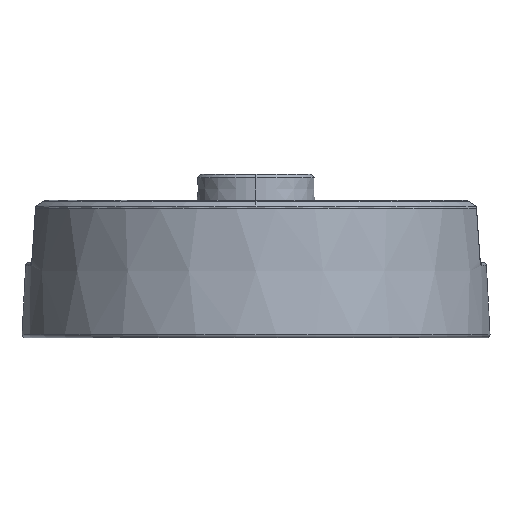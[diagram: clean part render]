
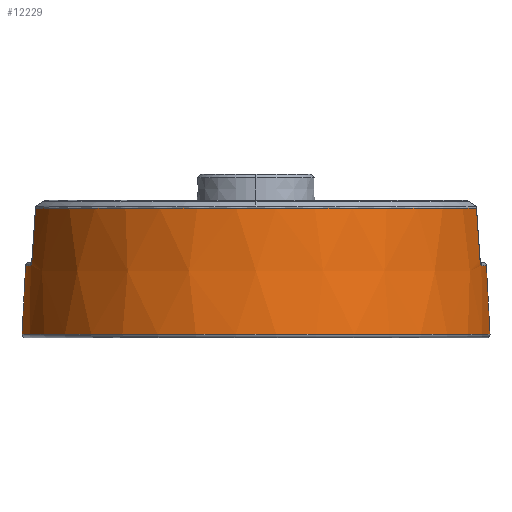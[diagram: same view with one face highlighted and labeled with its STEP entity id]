
A CAD part, left-side view. The second image highlights one B-rep face of the part: STEP entity #12229.
In plain terms, the highlighted conical face has half-angle 3 degrees and reference radius 18 mm.
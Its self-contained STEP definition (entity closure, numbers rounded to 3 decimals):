
#180 = CARTESIAN_POINT ( 'NONE',  ( -4.357, 17.155, 5.733 ) ) ;
#269 = VERTEX_POINT ( 'NONE', #9182 ) ;
#831 = CARTESIAN_POINT ( 'NONE',  ( -1.876, 17.638, 5.014 ) ) ;
#924 = B_SPLINE_CURVE_WITH_KNOTS ( 'NONE', 3,
 ( #5531, #14030, #20977, #12362, #8869, #15681 ),
 .UNSPECIFIED., .F., .F.,
 ( 4, 2, 4 ),
 ( 0., 0., 0.001 ),
 .UNSPECIFIED. ) ;
#1053 = CARTESIAN_POINT ( 'NONE',  ( -1.876, 17.629, 5.18 ) ) ;
#1080 = CARTESIAN_POINT ( 'NONE',  ( -4.524, 16.997, 7.854 ) ) ;
#1628 = DIRECTION ( 'NONE',  ( 0., 0., -1. ) ) ;
#1662 = CARTESIAN_POINT ( 'NONE',  ( -1.876, -17.757, 2.76 ) ) ;
#1742 = CARTESIAN_POINT ( 'NONE',  ( 0., 0., 0. ) ) ;
#1835 = CARTESIAN_POINT ( 'NONE',  ( -1.876, -17.611, 5.513 ) ) ;
#1908 = ORIENTED_EDGE ( 'NONE', *, *, #2065, .T. ) ;
#2065 = EDGE_CURVE ( 'NONE', #15549, #16617, #9686, .T. ) ;
#2475 = CARTESIAN_POINT ( 'NONE',  ( -1.876, 17.791, 2.099 ) ) ;
#2713 = CARTESIAN_POINT ( 'NONE',  ( -4.491, 17.039, 7.232 ) ) ;
#2791 = CARTESIAN_POINT ( 'NONE',  ( -4.597, 16.903, 9.216 ) ) ;
#3058 = CARTESIAN_POINT ( 'NONE',  ( -1.876, -17.66, 4.595 ) ) ;
#3203 = CARTESIAN_POINT ( 'NONE',  ( -1.876, -17.888, 0.263 ) ) ;
#3309 = B_SPLINE_CURVE_WITH_KNOTS ( 'NONE', 3,
 ( #11004, #17958, #1053, #831, #7714, #18031, #11221, #2475, #7794, #12681 ),
 .UNSPECIFIED., .F., .F.,
 ( 4, 3, 3, 4 ),
 ( 0., 0.001, 0.003, 0.005 ),
 .UNSPECIFIED. ) ;
#3982 = CARTESIAN_POINT ( 'NONE',  ( 0., 0., 5.513 ) ) ;
#3985 = CARTESIAN_POINT ( 'NONE',  ( -4.56, -16.95, 8.535 ) ) ;
#4072 = CARTESIAN_POINT ( 'NONE',  ( -4.458, -17.082, 6.609 ) ) ;
#4877 = CIRCLE ( 'NONE', #8051, 17.711 ) ;
#5023 = EDGE_CURVE ( 'NONE', #15162, #9622, #21633, .T. ) ;
#5248 = EDGE_CURVE ( 'NONE', #13363, #269, #3309, .T. ) ;
#5308 = DIRECTION ( 'NONE',  ( -1., 0., 0. ) ) ;
#5337 = DIRECTION ( 'NONE',  ( 1., 0., 0. ) ) ;
#5531 = CARTESIAN_POINT ( 'NONE',  ( -4.425, -17.124, 5.987 ) ) ;
#5701 = CARTESIAN_POINT ( 'NONE',  ( -4.524, -16.997, 7.854 ) ) ;
#5844 = CARTESIAN_POINT ( 'NONE',  ( -4.633, -16.856, 9.897 ) ) ;
#6534 = CARTESIAN_POINT ( 'NONE',  ( -1.876, -17.862, 0.762 ) ) ;
#6852 = CIRCLE ( 'NONE', #21578, 17.711 ) ;
#6966 = VERTEX_POINT ( 'NONE', #15145 ) ;
#7263 = CARTESIAN_POINT ( 'NONE',  ( -4.597, -16.903, 9.216 ) ) ;
#7714 = CARTESIAN_POINT ( 'NONE',  ( -1.876, 17.673, 4.348 ) ) ;
#7724 = EDGE_CURVE ( 'NONE', #9127, #9622, #7815, .T. ) ;
#7794 = CARTESIAN_POINT ( 'NONE',  ( -1.876, 17.84, 1.181 ) ) ;
#7815 = B_SPLINE_CURVE_WITH_KNOTS ( 'NONE', 3,
 ( #20209, #18563, #20434, #180, #15436, #10112 ),
 .UNSPECIFIED., .F., .F.,
 ( 4, 2, 4 ),
 ( 0., 0., 0.001 ),
 .UNSPECIFIED. ) ;
#7899 = CARTESIAN_POINT ( 'NONE',  ( -4.56, 16.95, 8.535 ) ) ;
#8051 = AXIS2_PLACEMENT_3D ( 'NONE', #3982, #19215, #19279 ) ;
#8233 = CARTESIAN_POINT ( 'NONE',  ( -1.876, -17.792, 2.094 ) ) ;
#8317 = CARTESIAN_POINT ( 'NONE',  ( -1.876, -17.611, 5.513 ) ) ;
#8853 = CIRCLE ( 'NONE', #16500, 17.986 ) ;
#8869 = CARTESIAN_POINT ( 'NONE',  ( -4.046, -17.243, 5.513 ) ) ;
#8891 = CARTESIAN_POINT ( 'NONE',  ( -4.633, -16.856, 9.897 ) ) ;
#9127 = VERTEX_POINT ( 'NONE', #20258 ) ;
#9182 = CARTESIAN_POINT ( 'NONE',  ( -1.876, 17.888, 0.263 ) ) ;
#9383 = CARTESIAN_POINT ( 'NONE',  ( -4.425, 17.124, 5.987 ) ) ;
#9622 = VERTEX_POINT ( 'NONE', #13665 ) ;
#9679 = B_SPLINE_CURVE_WITH_KNOTS ( 'NONE', 3,
 ( #3203, #20135, #15068, #6534, #13270, #8233, #1662, #10181, #3058, #8317 ),
 .UNSPECIFIED., .F., .F.,
 ( 4, 3, 3, 4 ),
 ( 0., 0.001, 0.003, 0.005 ),
 .UNSPECIFIED. ) ;
#9686 = B_SPLINE_CURVE_WITH_KNOTS ( 'NONE', 3,
 ( #12385, #4072, #12316, #5701, #3985, #7263, #8891 ),
 .UNSPECIFIED., .F., .F.,
 ( 4, 3, 4 ),
 ( 0., 0.002, 0.004 ),
 .UNSPECIFIED. ) ;
#10112 = CARTESIAN_POINT ( 'NONE',  ( -4.425, 17.124, 5.987 ) ) ;
#10181 = CARTESIAN_POINT ( 'NONE',  ( -1.876, -17.708, 3.677 ) ) ;
#10220 = CARTESIAN_POINT ( 'NONE',  ( 0., 0., 9.897 ) ) ;
#10251 = EDGE_CURVE ( 'NONE', #269, #6966, #8853, .T. ) ;
#10962 = ORIENTED_EDGE ( 'NONE', *, *, #18927, .T. ) ;
#11004 = CARTESIAN_POINT ( 'NONE',  ( -1.876, 17.611, 5.513 ) ) ;
#11221 = CARTESIAN_POINT ( 'NONE',  ( -1.876, 17.743, 3.017 ) ) ;
#11254 = CARTESIAN_POINT ( 'NONE',  ( -4.633, 16.856, 9.897 ) ) ;
#12131 = EDGE_CURVE ( 'NONE', #6966, #19485, #9679, .T. ) ;
#12229 = ADVANCED_FACE ( 'NONE', ( #19943 ), #18072, .T. ) ;
#12316 = CARTESIAN_POINT ( 'NONE',  ( -4.491, -17.039, 7.232 ) ) ;
#12362 = CARTESIAN_POINT ( 'NONE',  ( -4.17, -17.211, 5.561 ) ) ;
#12385 = CARTESIAN_POINT ( 'NONE',  ( -4.425, -17.124, 5.987 ) ) ;
#12465 = DIRECTION ( 'NONE',  ( 1., 0., 0. ) ) ;
#12681 = CARTESIAN_POINT ( 'NONE',  ( -1.876, 17.888, 0.263 ) ) ;
#13270 = CARTESIAN_POINT ( 'NONE',  ( -1.876, -17.827, 1.428 ) ) ;
#13330 = ORIENTED_EDGE ( 'NONE', *, *, #5248, .T. ) ;
#13363 = VERTEX_POINT ( 'NONE', #14740 ) ;
#13665 = CARTESIAN_POINT ( 'NONE',  ( -4.425, 17.124, 5.987 ) ) ;
#13711 = ORIENTED_EDGE ( 'NONE', *, *, #10251, .T. ) ;
#13897 = ORIENTED_EDGE ( 'NONE', *, *, #15293, .T. ) ;
#14030 = CARTESIAN_POINT ( 'NONE',  ( -4.418, -17.133, 5.856 ) ) ;
#14313 = AXIS2_PLACEMENT_3D ( 'NONE', #10220, #15478, #5308 ) ;
#14329 = ORIENTED_EDGE ( 'NONE', *, *, #5023, .T. ) ;
#14481 = CARTESIAN_POINT ( 'NONE',  ( -4.458, 17.082, 6.609 ) ) ;
#14623 = CARTESIAN_POINT ( 'NONE',  ( -4.425, -17.124, 5.987 ) ) ;
#14740 = CARTESIAN_POINT ( 'NONE',  ( -1.876, 17.611, 5.513 ) ) ;
#15068 = CARTESIAN_POINT ( 'NONE',  ( -1.876, -17.871, 0.596 ) ) ;
#15145 = CARTESIAN_POINT ( 'NONE',  ( -1.876, -17.888, 0.263 ) ) ;
#15162 = VERTEX_POINT ( 'NONE', #16062 ) ;
#15175 = DIRECTION ( 'NONE',  ( 1., 0., 0. ) ) ;
#15293 = EDGE_CURVE ( 'NONE', #19485, #15616, #6852, .T. ) ;
#15436 = CARTESIAN_POINT ( 'NONE',  ( -4.418, 17.133, 5.856 ) ) ;
#15478 = DIRECTION ( 'NONE',  ( 0., 0., -1. ) ) ;
#15549 = VERTEX_POINT ( 'NONE', #14623 ) ;
#15616 = VERTEX_POINT ( 'NONE', #21769 ) ;
#15681 = CARTESIAN_POINT ( 'NONE',  ( -3.918, -17.272, 5.513 ) ) ;
#16062 = CARTESIAN_POINT ( 'NONE',  ( -4.633, 16.856, 9.897 ) ) ;
#16118 = AXIS2_PLACEMENT_3D ( 'NONE', #1742, #17267, #5337 ) ;
#16217 = CIRCLE ( 'NONE', #14313, 17.481 ) ;
#16500 = AXIS2_PLACEMENT_3D ( 'NONE', #21020, #21162, #12465 ) ;
#16617 = VERTEX_POINT ( 'NONE', #5844 ) ;
#17267 = DIRECTION ( 'NONE',  ( 0., 0., -1. ) ) ;
#17958 = CARTESIAN_POINT ( 'NONE',  ( -1.876, 17.62, 5.347 ) ) ;
#18031 = CARTESIAN_POINT ( 'NONE',  ( -1.876, 17.708, 3.682 ) ) ;
#18072 = CONICAL_SURFACE ( 'NONE', #16118, 18., 0.052 ) ;
#18352 = ORIENTED_EDGE ( 'NONE', *, *, #20045, .F. ) ;
#18563 = CARTESIAN_POINT ( 'NONE',  ( -4.046, 17.243, 5.513 ) ) ;
#18927 = EDGE_CURVE ( 'NONE', #9127, #13363, #4877, .T. ) ;
#19215 = DIRECTION ( 'NONE',  ( 0., 0., -1. ) ) ;
#19229 = ORIENTED_EDGE ( 'NONE', *, *, #7724, .F. ) ;
#19279 = DIRECTION ( 'NONE',  ( 1., 0., 0. ) ) ;
#19485 = VERTEX_POINT ( 'NONE', #1835 ) ;
#19943 = FACE_OUTER_BOUND ( 'NONE', #20920, .T. ) ;
#20045 = EDGE_CURVE ( 'NONE', #15549, #15616, #924, .T. ) ;
#20135 = CARTESIAN_POINT ( 'NONE',  ( -1.876, -17.879, 0.43 ) ) ;
#20209 = CARTESIAN_POINT ( 'NONE',  ( -3.918, 17.272, 5.513 ) ) ;
#20258 = CARTESIAN_POINT ( 'NONE',  ( -3.918, 17.272, 5.513 ) ) ;
#20434 = CARTESIAN_POINT ( 'NONE',  ( -4.171, 17.211, 5.562 ) ) ;
#20920 = EDGE_LOOP ( 'NONE', ( #10962, #13330, #13711, #21241, #13897, #18352, #1908, #21429, #14329, #19229 ) ) ;
#20977 = CARTESIAN_POINT ( 'NONE',  ( -4.357, -17.155, 5.733 ) ) ;
#21020 = CARTESIAN_POINT ( 'NONE',  ( 0., 0., 0.263 ) ) ;
#21162 = DIRECTION ( 'NONE',  ( 0., 0., 1. ) ) ;
#21227 = EDGE_CURVE ( 'NONE', #16617, #15162, #16217, .T. ) ;
#21241 = ORIENTED_EDGE ( 'NONE', *, *, #12131, .T. ) ;
#21429 = ORIENTED_EDGE ( 'NONE', *, *, #21227, .T. ) ;
#21578 = AXIS2_PLACEMENT_3D ( 'NONE', #21947, #1628, #15175 ) ;
#21633 = B_SPLINE_CURVE_WITH_KNOTS ( 'NONE', 3,
 ( #11254, #2791, #7899, #1080, #2713, #14481, #9383 ),
 .UNSPECIFIED., .F., .F.,
 ( 4, 3, 4 ),
 ( 0., 0.002, 0.004 ),
 .UNSPECIFIED. ) ;
#21769 = CARTESIAN_POINT ( 'NONE',  ( -3.918, -17.272, 5.513 ) ) ;
#21947 = CARTESIAN_POINT ( 'NONE',  ( 0., 0., 5.513 ) ) ;
